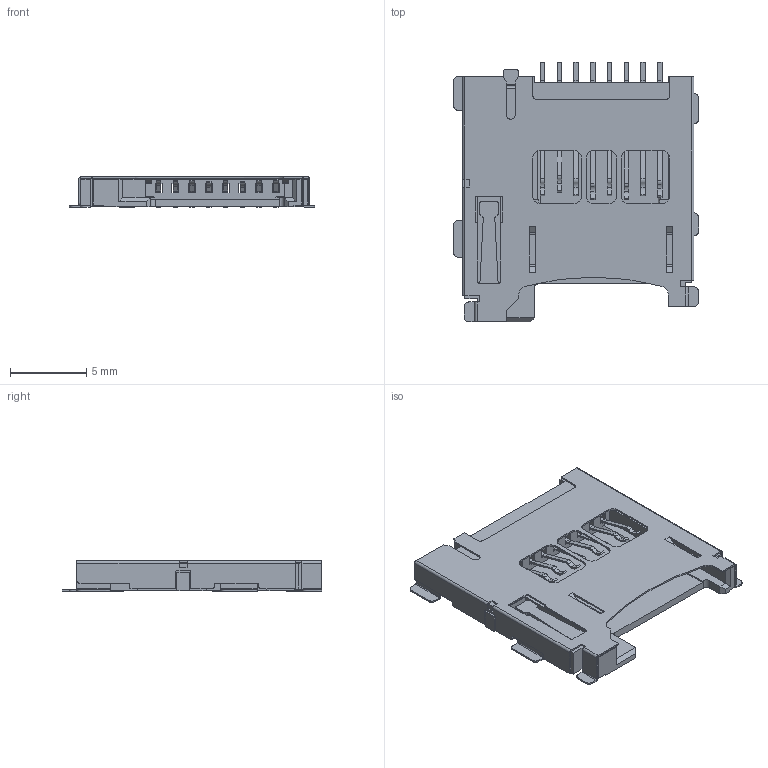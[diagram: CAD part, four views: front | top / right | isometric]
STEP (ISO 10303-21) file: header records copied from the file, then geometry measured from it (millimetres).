
FILE_DESCRIPTION (( 'STEP AP214' ), '1' );
FILE_NAME ('F06C012E-5BAE-4668-8E7A-01082EB647E8.STEP', '2008-02-27T10:51:31', ( 'SysAdmin' ), ( 'SolidWorks' ), 'SwSTEP 2.0', 'SolidWorks 2008', '' );
FILE_SCHEMA (( 'AUTOMOTIVE_DESIGN' ));
Length unit declared in the file: millimetre
Products named in the file (1): F06C012E-5BAE-4668-8E7A-01082EB647E8
Bounding box: 16.1 x 17.05 x 1.98 mm (x, y, z)
Volume: 245.1 mm3; surface area: 1222.2 mm2
Topology: 2 solids, 2 shells, 833 faces, 2416 edges, 1563 vertices
Faces by surface type: plane 592, cylinder 240, cone 1
Entity records: 27847 total; most frequent: CARTESIAN_POINT 6596, ORIENTED_EDGE 4832, DIRECTION 3791, EDGE_CURVE 2416, LINE 1827, VECTOR 1827, VERTEX_POINT 1563, AXIS2_PLACEMENT_3D 982
